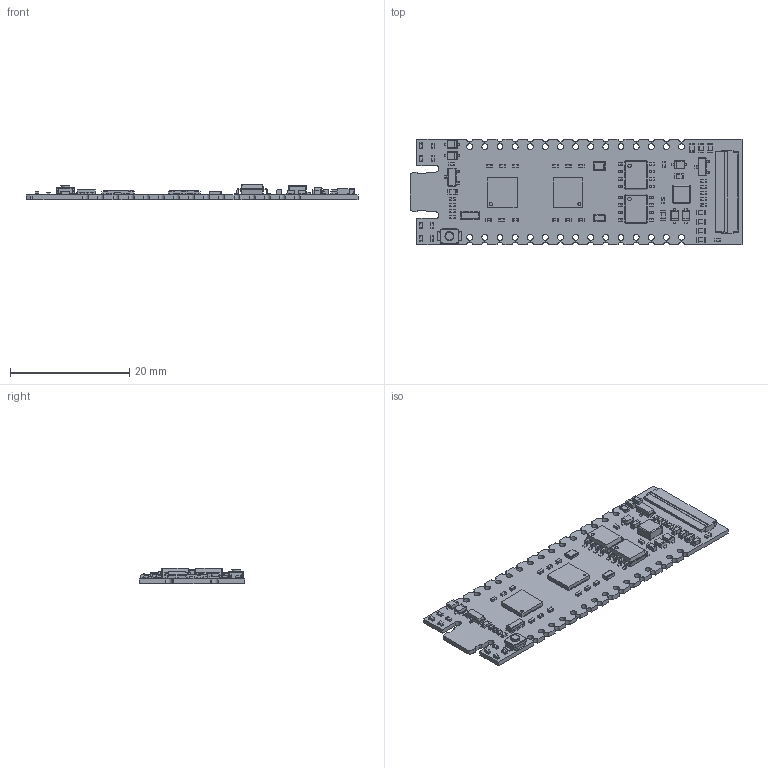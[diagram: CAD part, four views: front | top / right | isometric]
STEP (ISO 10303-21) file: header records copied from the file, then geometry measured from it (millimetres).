
FILE_DESCRIPTION(('KiCad electronic assembly'),'2;1');
FILE_NAME('Lisko_A01.step','2024-05-05T00:04:53',('Pcbnew'),('Kicad'), 'Open CASCADE STEP processor 7.7','KiCad to STEP converter','Unknown' );
FILE_SCHEMA(('AUTOMOTIVE_DESIGN { 1 0 10303 214 1 1 1 1 }'));
Length unit declared in the file: millimetre
Products named in the file (36): Lisko_A01 1; C_0402_1005Metric; C_0603_1608Metric; QFN-32-1EP_5x5mm_P0.5mm_EP3.45x3.45mm; QFN-32-1EP_5x5mm_Pitch0.5mm; ECS-.327-9-12R-TR; D_SOD-323F; D_SOD_323F; LED_0402_1005Metric; NX2016SA; R_0402_1005Metric; SOT-23; SOT_23; Resonator_SMD_Murata_CSTxExxV-3Pin_3.0x1.1mm; muRata_CSTxExxV; SW_SPST_B3U-1000P-B; QFN-40-1EP_5x5mm_P0.4mm_EP3.6x3.6mm; QFN-40-1EP_5x5mm_Pitch0.4mm; Fuse_0603_1608Metric; FH34SRJ-24S-0.5SH; L_Wuerth_MAPI-3015; L_Wuerth_MAPI_3015; R_0603_1608Metric; SOIC-8_3.9x4.9mm_P1.27mm; SOIC_8_39x49mm_P127mm; _autosave-Lisko_A01_PCB
Assembly tree (78 placements, depth 3):
  Lisko_A01 1
    C_0402_1005Metric  x16
      C_0402_1005Metric
    C_0603_1608Metric  x8
      C_0603_1608Metric
    QFN-32-1EP_5x5mm_P0.5mm_EP3.45x3.45mm
      QFN-32-1EP_5x5mm_Pitch0.5mm
    ECS-.327-9-12R-TR
      ECS-.327-9-12R-TR
    D_SOD-323F  x5
      D_SOD_323F
    LED_0402_1005Metric  x4
      LED_0402_1005Metric
    NX2016SA
      NX2016SA
    R_0402_1005Metric  x13
      R_0402_1005Metric
    SOT-23  x2
      SOT_23
    Resonator_SMD_Murata_CSTxExxV-3Pin_3.0x1.1mm
      muRata_CSTxExxV
    SW_SPST_B3U-1000P-B
      SW_SPST_B3U-1000P-B
    QFN-40-1EP_5x5mm_P0.4mm_EP3.6x3.6mm
      QFN-40-1EP_5x5mm_Pitch0.4mm
    Fuse_0603_1608Metric
      Fuse_0603_1608Metric
    FH34SRJ-24S-0.5SH
      FH34SRJ-24S-0.5SH
    L_Wuerth_MAPI-3015
      L_Wuerth_MAPI_3015
    R_0603_1608Metric
      R_0603_1608Metric
    SOIC-8_3.9x4.9mm_P1.27mm  x2
      SOIC_8_39x49mm_P127mm
    _autosave-Lisko_A01_PCB
Bounding box: 55.75 x 17.78 x 2.6 mm (x, y, z)
Volume: 942.6 mm3; surface area: 2876.2 mm2
Topology: 61 solids, 61 shells, 3420 faces, 9099 edges, 5838 vertices
Faces by surface type: plane 1874, cylinder 850, bspline 649, torus 26, sphere 21
Full cylindrical faces by diameter (mm): 0.5 x2, 0.6 x2, 0.65 x1, 0.8 x1, 1 x30, 1.5 x1
Entity records: 73557 total; most frequent: CARTESIAN_POINT 13375, ORIENTED_EDGE 10912, DIRECTION 9404, EDGE_CURVE 5456, LINE 4406, VECTOR 4406, VERTEX_POINT 3496, AXIS2_PLACEMENT_3D 2499
